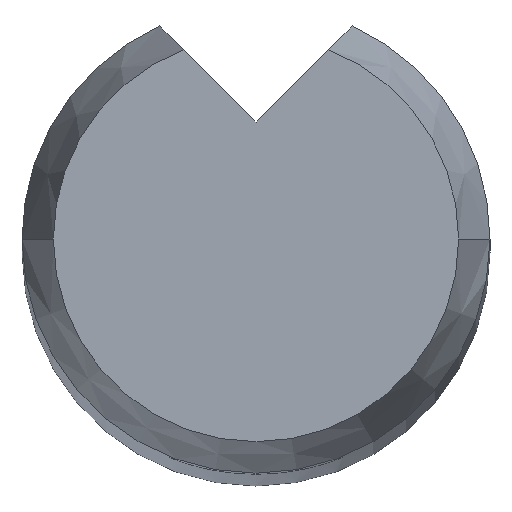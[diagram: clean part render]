
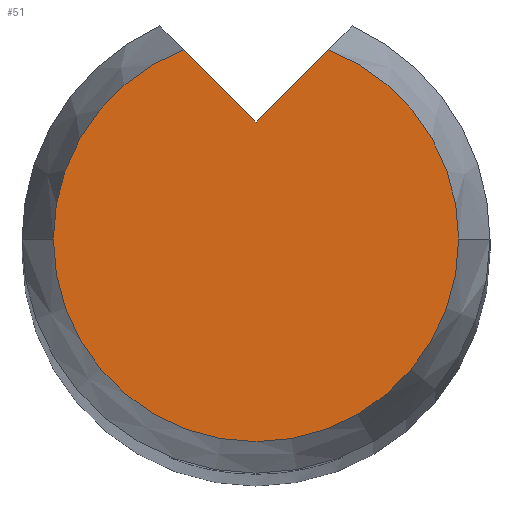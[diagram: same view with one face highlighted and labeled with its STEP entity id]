
A CAD part, top view. The second image highlights one B-rep face of the part: STEP entity #51.
In plain terms, the highlighted planar face has unit normal (0, 0, 1).
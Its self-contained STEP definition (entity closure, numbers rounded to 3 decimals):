
#3 = AXIS2_PLACEMENT_3D ( 'NONE', #380, #7, #468 ) ;
#7 = DIRECTION ( 'NONE',  ( 0., 0., 1. ) ) ;
#13 = DIRECTION ( 'NONE',  ( 1., 0., 0. ) ) ;
#20 = AXIS2_PLACEMENT_3D ( 'NONE', #297, #338, #268 ) ;
#33 = CARTESIAN_POINT ( 'NONE',  ( -3.464, 0., 130. ) ) ;
#34 = EDGE_CURVE ( 'NONE', #251, #189, #256, .T. ) ;
#36 = DIRECTION ( 'NONE',  ( 0.707, -0.707, 0. ) ) ;
#48 = CARTESIAN_POINT ( 'NONE',  ( 1.236, 3.236, 130. ) ) ;
#51 = ADVANCED_FACE ( 'NONE', ( #456 ), #426, .T. ) ;
#61 = ORIENTED_EDGE ( 'NONE', *, *, #105, .T. ) ;
#80 = CIRCLE ( 'NONE', #467, 3.464 ) ;
#98 = VECTOR ( 'NONE', #36, 1000. ) ;
#101 = CARTESIAN_POINT ( 'NONE',  ( 0., 0., 130. ) ) ;
#105 = EDGE_CURVE ( 'NONE', #110, #328, #264, .T. ) ;
#109 = CARTESIAN_POINT ( 'NONE',  ( 3.464, 0., 130. ) ) ;
#110 = VERTEX_POINT ( 'NONE', #109 ) ;
#125 = EDGE_LOOP ( 'NONE', ( #362, #320, #395, #61, #440 ) ) ;
#136 = DIRECTION ( 'NONE',  ( 0.707, 0.707, 0. ) ) ;
#151 = DIRECTION ( 'NONE',  ( 0., 0., 1. ) ) ;
#189 = VERTEX_POINT ( 'NONE', #33 ) ;
#192 = CARTESIAN_POINT ( 'NONE',  ( 0., 2., 130. ) ) ;
#196 = EDGE_CURVE ( 'NONE', #251, #204, #287, .T. ) ;
#204 = VERTEX_POINT ( 'NONE', #192 ) ;
#230 = AXIS2_PLACEMENT_3D ( 'NONE', #101, #151, #269 ) ;
#251 = VERTEX_POINT ( 'NONE', #358 ) ;
#256 = CIRCLE ( 'NONE', #20, 3.464 ) ;
#264 = CIRCLE ( 'NONE', #230, 3.464 ) ;
#268 = DIRECTION ( 'NONE',  ( 1., 0., 0. ) ) ;
#269 = DIRECTION ( 'NONE',  ( 1., 0., 0. ) ) ;
#287 = LINE ( 'NONE', #325, #98 ) ;
#297 = CARTESIAN_POINT ( 'NONE',  ( 0., 0., 130. ) ) ;
#298 = CARTESIAN_POINT ( 'NONE',  ( 0., 0., 130. ) ) ;
#320 = ORIENTED_EDGE ( 'NONE', *, *, #34, .T. ) ;
#325 = CARTESIAN_POINT ( 'NONE',  ( -2., 4., 130. ) ) ;
#328 = VERTEX_POINT ( 'NONE', #48 ) ;
#329 = EDGE_CURVE ( 'NONE', #189, #110, #80, .T. ) ;
#330 = LINE ( 'NONE', #422, #408 ) ;
#338 = DIRECTION ( 'NONE',  ( 0., 0., 1. ) ) ;
#358 = CARTESIAN_POINT ( 'NONE',  ( -1.236, 3.236, 130. ) ) ;
#362 = ORIENTED_EDGE ( 'NONE', *, *, #196, .F. ) ;
#380 = CARTESIAN_POINT ( 'NONE',  ( 0., 0., 130. ) ) ;
#395 = ORIENTED_EDGE ( 'NONE', *, *, #329, .T. ) ;
#408 = VECTOR ( 'NONE', #136, 1000. ) ;
#418 = DIRECTION ( 'NONE',  ( 0., 0., 1. ) ) ;
#422 = CARTESIAN_POINT ( 'NONE',  ( 0., 2., 130. ) ) ;
#426 = PLANE ( 'NONE',  #3 ) ;
#431 = EDGE_CURVE ( 'NONE', #204, #328, #330, .T. ) ;
#440 = ORIENTED_EDGE ( 'NONE', *, *, #431, .F. ) ;
#456 = FACE_OUTER_BOUND ( 'NONE', #125, .T. ) ;
#467 = AXIS2_PLACEMENT_3D ( 'NONE', #298, #418, #13 ) ;
#468 = DIRECTION ( 'NONE',  ( 1., 0., 0. ) ) ;
